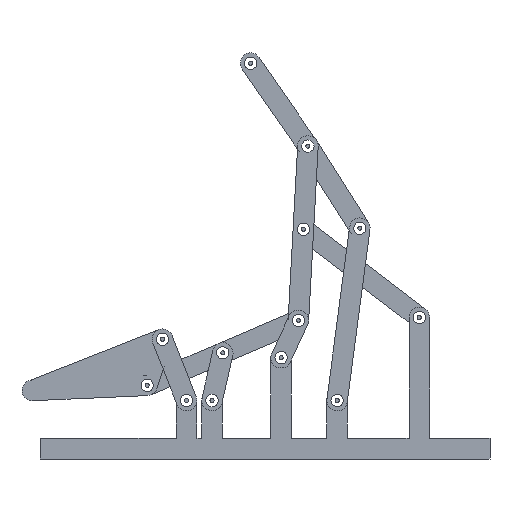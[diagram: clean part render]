
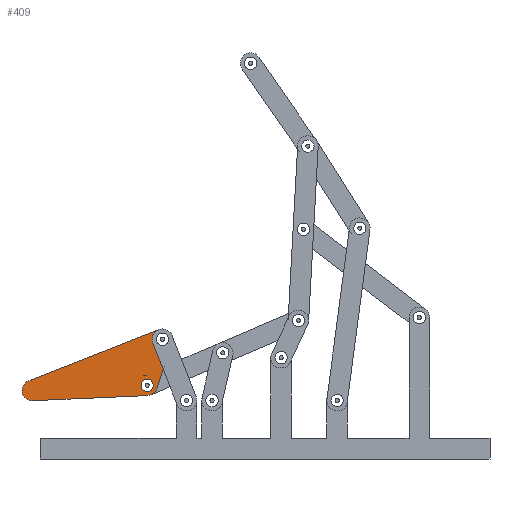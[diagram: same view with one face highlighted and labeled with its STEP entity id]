
A CAD part, front view. The second image highlights one B-rep face of the part: STEP entity #409.
In plain terms, the highlighted planar face has unit normal (0, -1, 0).
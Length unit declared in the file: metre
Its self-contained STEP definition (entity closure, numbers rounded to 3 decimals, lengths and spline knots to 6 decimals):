
#409 = ADVANCED_FACE( '', ( #947, #948, #949, #950 ), #951, .T. );
#947 = FACE_OUTER_BOUND( '', #1672, .T. );
#948 = FACE_BOUND( '', #1673, .T. );
#949 = FACE_BOUND( '', #1674, .T. );
#950 = FACE_BOUND( '', #1675, .T. );
#951 = PLANE( '', #1676 );
#1672 = EDGE_LOOP( '', ( #2530, #2531, #2532, #2533, #2534, #2535, #2536, #2537, #2538, #2539 ) );
#1673 = EDGE_LOOP( '', ( #2540 ) );
#1674 = EDGE_LOOP( '', ( #2541, #2542, #2543 ) );
#1675 = EDGE_LOOP( '', ( #2544 ) );
#1676 = AXIS2_PLACEMENT_3D( '', #2545, #2546, #2547 );
#2530 = ORIENTED_EDGE( '', *, *, #3444, .F. );
#2531 = ORIENTED_EDGE( '', *, *, #3690, .T. );
#2532 = ORIENTED_EDGE( '', *, *, #3691, .F. );
#2533 = ORIENTED_EDGE( '', *, *, #3596, .T. );
#2534 = ORIENTED_EDGE( '', *, *, #3692, .T. );
#2535 = ORIENTED_EDGE( '', *, *, #3687, .T. );
#2536 = ORIENTED_EDGE( '', *, *, #3693, .T. );
#2537 = ORIENTED_EDGE( '', *, *, #3694, .F. );
#2538 = ORIENTED_EDGE( '', *, *, #3695, .F. );
#2539 = ORIENTED_EDGE( '', *, *, #3696, .T. );
#2540 = ORIENTED_EDGE( '', *, *, #3697, .F. );
#2541 = ORIENTED_EDGE( '', *, *, #3669, .T. );
#2542 = ORIENTED_EDGE( '', *, *, #3698, .T. );
#2543 = ORIENTED_EDGE( '', *, *, #3699, .T. );
#2544 = ORIENTED_EDGE( '', *, *, #3653, .F. );
#2545 = CARTESIAN_POINT( '', ( -0.003258, -0.003, 0.04099 ) );
#2546 = DIRECTION( '', ( 0., -1., 0. ) );
#2547 = DIRECTION( '', ( 1., 0., 0. ) );
#3444 = EDGE_CURVE( '', #3952, #3954, #3955, .T. );
#3596 = EDGE_CURVE( '', #4221, #4219, #4222, .T. );
#3653 = EDGE_CURVE( '', #4311, #4311, #4312, .T. );
#3669 = EDGE_CURVE( '', #4336, #4334, #4337, .T. );
#3687 = EDGE_CURVE( '', #4362, #4360, #4363, .T. );
#3690 = EDGE_CURVE( '', #3952, #4366, #4367, .T. );
#3691 = EDGE_CURVE( '', #4221, #4366, #4368, .T. );
#3692 = EDGE_CURVE( '', #4219, #4362, #4369, .T. );
#3693 = EDGE_CURVE( '', #4360, #4370, #4371, .T. );
#3694 = EDGE_CURVE( '', #4372, #4370, #4373, .T. );
#3695 = EDGE_CURVE( '', #4374, #4372, #4375, .T. );
#3696 = EDGE_CURVE( '', #4374, #3954, #4376, .T. );
#3697 = EDGE_CURVE( '', #4377, #4377, #4378, .T. );
#3698 = EDGE_CURVE( '', #4334, #4379, #4380, .T. );
#3699 = EDGE_CURVE( '', #4379, #4336, #4381, .T. );
#3952 = VERTEX_POINT( '', #4710 );
#3954 = VERTEX_POINT( '', #4713 );
#3955 = LINE( '', #4714, #4715 );
#4219 = VERTEX_POINT( '', #5046 );
#4221 = VERTEX_POINT( '', #5049 );
#4222 = LINE( '', #5050, #5051 );
#4311 = VERTEX_POINT( '', #5167 );
#4312 = CIRCLE( '', #5168, 0.0015 );
#4334 = VERTEX_POINT( '', #5199 );
#4336 = VERTEX_POINT( '', #5202 );
#4337 = LINE( '', #5203, #5204 );
#4360 = VERTEX_POINT( '', #5235 );
#4362 = VERTEX_POINT( '', #5238 );
#4363 = LINE( '', #5239, #5240 );
#4366 = VERTEX_POINT( '', #5244 );
#4367 = CIRCLE( '', #5245, 0.0025 );
#4368 = LINE( '', #5246, #5247 );
#4369 = CIRCLE( '', #5248, 0.0025 );
#4370 = VERTEX_POINT( '', #5249 );
#4371 = CIRCLE( '', #5250, 0.0025 );
#4372 = VERTEX_POINT( '', #5251 );
#4373 = LINE( '', #5252, #5253 );
#4374 = VERTEX_POINT( '', #5254 );
#4375 = LINE( '', #5255, #5256 );
#4376 = LINE( '', #5257, #5258 );
#4377 = VERTEX_POINT( '', #5259 );
#4378 = CIRCLE( '', #5260, 0.0015 );
#4379 = VERTEX_POINT( '', #5261 );
#4380 = LINE( '', #5262, #5263 );
#4381 = CIRCLE( '', #5264, 0.0025 );
#4710 = CARTESIAN_POINT( '', ( -0.016283, -0.003, 0.014103 ) );
#4713 = CARTESIAN_POINT( '', ( -0.018243, -0.003, 0.008189 ) );
#4714 = CARTESIAN_POINT( '', ( -0.017263, -0.003, 0.011146 ) );
#4715 = VECTOR( '', #5666, 1. );
#5046 = CARTESIAN_POINT( '', ( -0.050409, -0.003, 0.004944 ) );
#5049 = CARTESIAN_POINT( '', ( -0.050825, -0.003, 0.004925 ) );
#5050 = CARTESIAN_POINT( '', ( -0.050617, -0.003, 0.004935 ) );
#5051 = VECTOR( '', #5900, 1. );
#5167 = CARTESIAN_POINT( '', ( -0.022365, -0.003, 0.002199 ) );
#5168 = AXIS2_PLACEMENT_3D( '', #5973, #5974, #5975 );
#5199 = CARTESIAN_POINT( '', ( -0.022932, -0.003, 0.006176 ) );
#5202 = CARTESIAN_POINT( '', ( -0.023351, -0.003, 0.005996 ) );
#5203 = CARTESIAN_POINT( '', ( -0.023142, -0.003, 0.006086 ) );
#5204 = VECTOR( '', #5989, 1. );
#5235 = CARTESIAN_POINT( '', ( -0.022253, -0.003, 0.001201 ) );
#5238 = CARTESIAN_POINT( '', ( -0.050185, -0.003, -0.000051 ) );
#5239 = CARTESIAN_POINT( '', ( -0.036219, -0.003, 0.000575 ) );
#5240 = VECTOR( '', #6008, 1. );
#5244 = CARTESIAN_POINT( '', ( -0.019571, -0.003, 0.017216 ) );
#5245 = AXIS2_PLACEMENT_3D( '', #6010, #6011, #6012 );
#5246 = CARTESIAN_POINT( '', ( -0.035198, -0.003, 0.011071 ) );
#5247 = VECTOR( '', #6013, 1. );
#5248 = AXIS2_PLACEMENT_3D( '', #6014, #6015, #6016 );
#5249 = CARTESIAN_POINT( '', ( -0.019992, -0.003, 0.002912 ) );
#5250 = AXIS2_PLACEMENT_3D( '', #6017, #6018, #6019 );
#5251 = CARTESIAN_POINT( '', ( -0.018455, -0.003, 0.007549 ) );
#5252 = CARTESIAN_POINT( '', ( -0.019223, -0.003, 0.00523 ) );
#5253 = VECTOR( '', #6020, 1. );
#5254 = CARTESIAN_POINT( '', ( -0.01864, -0.003, 0.008019 ) );
#5255 = CARTESIAN_POINT( '', ( -0.018547, -0.003, 0.007784 ) );
#5256 = VECTOR( '', #6021, 1. );
#5257 = CARTESIAN_POINT( '', ( -0.018441, -0.003, 0.008104 ) );
#5258 = VECTOR( '', #6022, 1. );
#5259 = CARTESIAN_POINT( '', ( -0.018656, -0.003, 0.01339 ) );
#5260 = AXIS2_PLACEMENT_3D( '', #6023, #6024, #6025 );
#5261 = CARTESIAN_POINT( '', ( -0.022477, -0.003, 0.006196 ) );
#5262 = CARTESIAN_POINT( '', ( -0.022705, -0.003, 0.006186 ) );
#5263 = VECTOR( '', #6026, 1. );
#5264 = AXIS2_PLACEMENT_3D( '', #6027, #6028, #6029 );
#5666 = DIRECTION( '', ( -0.315, 0., -0.949 ) );
#5900 = DIRECTION( '', ( 0.999, 0., 0.045 ) );
#5973 = CARTESIAN_POINT( '', ( -0.022365, -0.003, 0.003699 ) );
#5974 = DIRECTION( '', ( 0., -1., 0. ) );
#5975 = DIRECTION( '', ( 0., 0., -1. ) );
#5989 = DIRECTION( '', ( 0.919, 0., 0.395 ) );
#6008 = DIRECTION( '', ( 0.999, 0., 0.045 ) );
#6010 = CARTESIAN_POINT( '', ( -0.018656, -0.003, 0.01489 ) );
#6011 = DIRECTION( '', ( 0., -1., 0. ) );
#6012 = DIRECTION( '', ( 0., 0., -1. ) );
#6013 = DIRECTION( '', ( 0.931, 0., 0.366 ) );
#6014 = CARTESIAN_POINT( '', ( -0.050297, -0.003, 0.002447 ) );
#6015 = DIRECTION( '', ( 0., -1., 0. ) );
#6016 = DIRECTION( '', ( 0., 0., -1. ) );
#6017 = CARTESIAN_POINT( '', ( -0.022365, -0.003, 0.003699 ) );
#6018 = DIRECTION( '', ( 0., -1., 0. ) );
#6019 = DIRECTION( '', ( 0., 0., -1. ) );
#6020 = DIRECTION( '', ( -0.315, 0., -0.949 ) );
#6021 = DIRECTION( '', ( 0.366, 0., -0.931 ) );
#6022 = DIRECTION( '', ( 0.919, 0., 0.395 ) );
#6023 = CARTESIAN_POINT( '', ( -0.018656, -0.003, 0.01489 ) );
#6024 = DIRECTION( '', ( 0., -1., 0. ) );
#6025 = DIRECTION( '', ( 0., 0., -1. ) );
#6026 = DIRECTION( '', ( 0.999, 0., 0.045 ) );
#6027 = CARTESIAN_POINT( '', ( -0.022365, -0.003, 0.003699 ) );
#6028 = DIRECTION( '', ( 0., -1., 0. ) );
#6029 = DIRECTION( '', ( 0., 0., -1. ) );
